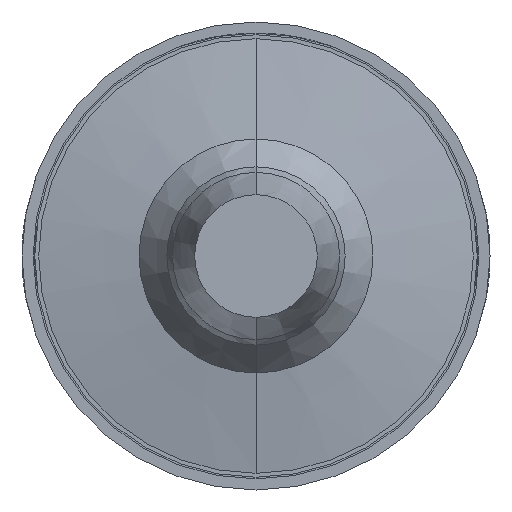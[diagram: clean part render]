
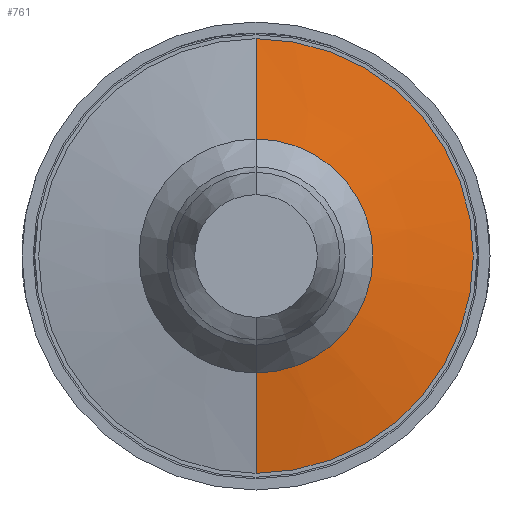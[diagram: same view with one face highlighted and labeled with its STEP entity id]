
A CAD part, front view. The second image highlights one B-rep face of the part: STEP entity #761.
In plain terms, the highlighted conical face has half-angle 80.134 degrees and reference radius 0.8 mm.
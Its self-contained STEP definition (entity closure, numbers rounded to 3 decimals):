
#31 = LINE ( 'NONE', #2311, #654 ) ;
#288 = VERTEX_POINT ( 'NONE', #4088 ) ;
#289 = EDGE_CURVE ( 'Defeature ausgef�hrt2_33+Defeature ausgef�hrt2_34+Defeature ausgef�hrt2_34+Defeature ausgef�hrt2_34', #5419, #4642, #2944, .T. ) ;
#472 = DIRECTION ( 'NONE',  ( 0., -1., 0. ) ) ;
#600 = AXIS2_PLACEMENT_3D ( 'NONE', #911, #472, #5006 ) ;
#654 = VECTOR ( 'NONE', #5104, 1000. ) ;
#761 = ADVANCED_FACE ( 'Defeature ausgef�hrt2_33', ( #2794 ), #4680, .T. ) ;
#824 = ORIENTED_EDGE ( 'NONE', *, *, #5452, .F. ) ;
#911 = CARTESIAN_POINT ( 'NONE',  ( 0., -29.9, 0. ) ) ;
#969 = DIRECTION ( 'NONE',  ( 0., 0.171, 0.985 ) ) ;
#1258 = DIRECTION ( 'NONE',  ( 0., 1., 0. ) ) ;
#1534 = ORIENTED_EDGE ( 'NONE', *, *, #3732, .F. ) ;
#1640 = DIRECTION ( 'NONE',  ( 0., 0., 1. ) ) ;
#1708 = CIRCLE ( 'NONE', #600, 0.8 ) ;
#1712 = CARTESIAN_POINT ( 'NONE',  ( 0., -29.7, 0. ) ) ;
#2311 = CARTESIAN_POINT ( 'NONE',  ( 0., -29.9, -0.8 ) ) ;
#2393 = VECTOR ( 'NONE', #969, 1000. ) ;
#2794 = FACE_OUTER_BOUND ( 'NONE', #5100, .T. ) ;
#2809 = CARTESIAN_POINT ( 'NONE',  ( 0., -29.9, 0.8 ) ) ;
#2847 = ORIENTED_EDGE ( 'NONE', *, *, #289, .T. ) ;
#2944 = CIRCLE ( 'NONE', #3988, 1.95 ) ;
#3636 = DIRECTION ( 'NONE',  ( 0., -1., 0. ) ) ;
#3732 = EDGE_CURVE ( 'Defeature ausgef�hrt2_32+Defeature ausgef�hrt2_33+Defeature ausgef�hrt2_33+Defeature ausgef�hrt2_33', #5305, #288, #1708, .T. ) ;
#3922 = CARTESIAN_POINT ( 'NONE',  ( 0., -29.7, 1.95 ) ) ;
#3988 = AXIS2_PLACEMENT_3D ( 'NONE', #1712, #3636, #5463 ) ;
#4088 = CARTESIAN_POINT ( 'NONE',  ( 0., -29.9, 0.8 ) ) ;
#4165 = AXIS2_PLACEMENT_3D ( 'NONE', #5394, #1258, #1640 ) ;
#4328 = LINE ( 'NONE', #2809, #2393 ) ;
#4642 = VERTEX_POINT ( 'NONE', #3922 ) ;
#4680 = CONICAL_SURFACE ( 'NONE', #4165, 0.8, 1.399 ) ;
#5006 = DIRECTION ( 'NONE',  ( 0., 0., -1. ) ) ;
#5100 = EDGE_LOOP ( 'NONE', ( #1534, #5564, #2847, #824 ) ) ;
#5104 = DIRECTION ( 'NONE',  ( 0., 0.171, -0.985 ) ) ;
#5305 = VERTEX_POINT ( 'NONE', #5395 ) ;
#5394 = CARTESIAN_POINT ( 'NONE',  ( 0., -29.9, 0. ) ) ;
#5395 = CARTESIAN_POINT ( 'NONE',  ( 0., -29.9, -0.8 ) ) ;
#5419 = VERTEX_POINT ( 'NONE', #5945 ) ;
#5452 = EDGE_CURVE ( 'NONE', #288, #4642, #4328, .T. ) ;
#5463 = DIRECTION ( 'NONE',  ( 0., 0., -1. ) ) ;
#5519 = EDGE_CURVE ( 'NONE', #5305, #5419, #31, .T. ) ;
#5564 = ORIENTED_EDGE ( 'NONE', *, *, #5519, .T. ) ;
#5945 = CARTESIAN_POINT ( 'NONE',  ( 0., -29.7, -1.95 ) ) ;
